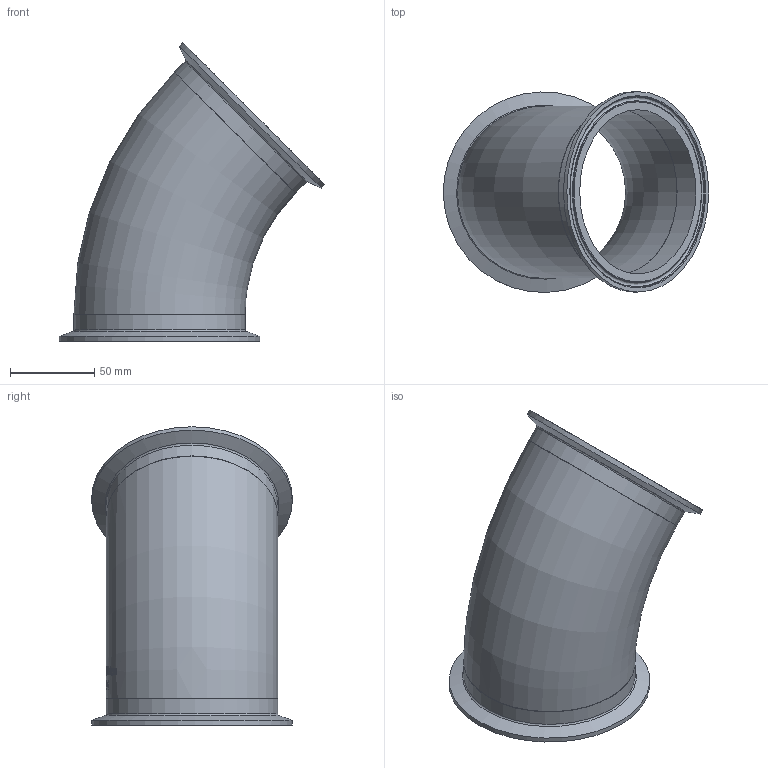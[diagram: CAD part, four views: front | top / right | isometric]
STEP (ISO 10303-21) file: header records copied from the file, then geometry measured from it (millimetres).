
FILE_DESCRIPTION(/* description */ (''),/* implementation_level */ '2;1');
FILE_NAME(/* name */ '2KMP-4.stp',/* time_stamp */ '2019-01-23T09:31:14-05:00',/* author */ ('rick'),/* organization */ (''),/* preprocessor_version */ 'ST-DEVELOPER v15.2',/* originating_system */ 'Autodesk Inventor 2014',/* authorisation */ '');
FILE_SCHEMA (('AUTOMOTIVE_DESIGN { 1 0 10303 214 3 1 1 }'));
Length unit declared in the file: inch
Products named in the file (1): 2KMP-4
Bounding box: 157.34 x 118.92 x 176.91 mm (x, y, z)
Volume: 123744.5 mm3; surface area: 107946.6 mm2
Topology: 1 solids, 1 shells, 339 faces, 885 edges, 584 vertices
Faces by surface type: plane 145, bspline 138, torus 44, cylinder 6, cone 6
Full cylindrical faces by diameter (mm): 97.384 x2, 101.6 x2, 118.923 x2
Entity records: 12874 total; most frequent: CARTESIAN_POINT 6011, ORIENTED_EDGE 1718, EDGE_CURVE 859, DIRECTION 747, VERTEX_POINT 584, B_SPLINE_CURVE_WITH_KNOTS 550, EDGE_LOOP 403, ADVANCED_FACE 339
